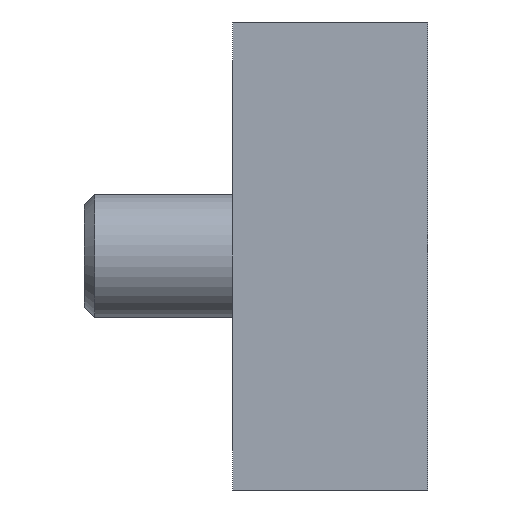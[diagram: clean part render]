
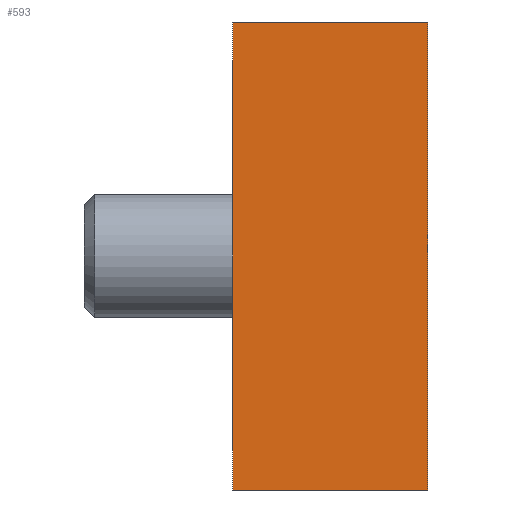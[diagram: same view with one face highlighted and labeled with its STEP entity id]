
A CAD part, front view. The second image highlights one B-rep face of the part: STEP entity #593.
In plain terms, the highlighted face is planar.
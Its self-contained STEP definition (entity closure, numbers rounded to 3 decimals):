
#39=PLANE('',#663);
#65=LINE('',#918,#111);
#70=LINE('',#928,#116);
#76=LINE('',#951,#122);
#77=LINE('',#952,#123);
#111=VECTOR('',#733,1000.);
#116=VECTOR('',#742,1000.);
#122=VECTOR('',#762,1000.);
#123=VECTOR('',#763,1000.);
#177=ORIENTED_EDGE('',*,*,#321,.T.);
#178=ORIENTED_EDGE('',*,*,#305,.F.);
#179=ORIENTED_EDGE('',*,*,#322,.F.);
#180=ORIENTED_EDGE('',*,*,#310,.T.);
#305=EDGE_CURVE('',#378,#375,#65,.T.);
#310=EDGE_CURVE('',#382,#381,#70,.T.);
#321=EDGE_CURVE('',#381,#375,#76,.T.);
#322=EDGE_CURVE('',#382,#378,#77,.T.);
#375=VERTEX_POINT('',#912);
#378=VERTEX_POINT('',#917);
#381=VERTEX_POINT('',#927);
#382=VERTEX_POINT('',#929);
#459=EDGE_LOOP('',(#177,#178,#179,#180));
#521=FACE_BOUND('',#459,.T.);
#593=ADVANCED_FACE('',(#521),#39,.F.);
#663=AXIS2_PLACEMENT_3D('',#950,#760,#761);
#733=DIRECTION('',(0.,0.,-1.));
#742=DIRECTION('',(0.,0.,-1.));
#760=DIRECTION('',(0.,-1.,0.));
#761=DIRECTION('',(0.,0.,-1.));
#762=DIRECTION('',(-1.,0.,0.));
#763=DIRECTION('',(-1.,0.,0.));
#912=CARTESIAN_POINT('',(-12.,65.,0.));
#917=CARTESIAN_POINT('',(-12.,65.,10.));
#918=CARTESIAN_POINT('',(-12.,65.,10.));
#927=CARTESIAN_POINT('',(12.,65.,0.));
#928=CARTESIAN_POINT('',(12.,65.,10.));
#929=CARTESIAN_POINT('',(12.,65.,10.));
#950=CARTESIAN_POINT('',(12.,65.,10.));
#951=CARTESIAN_POINT('',(12.,65.,0.));
#952=CARTESIAN_POINT('',(12.,65.,10.));
